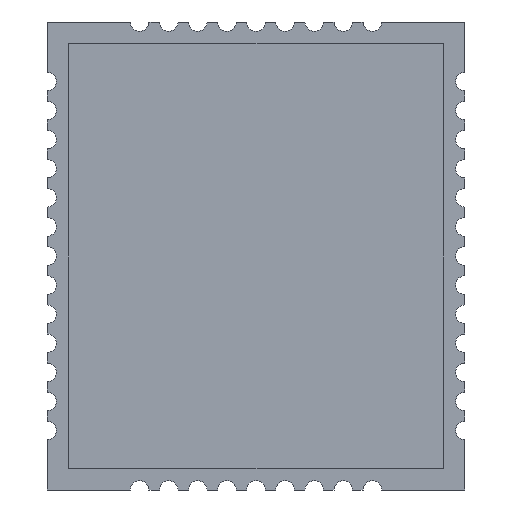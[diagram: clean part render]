
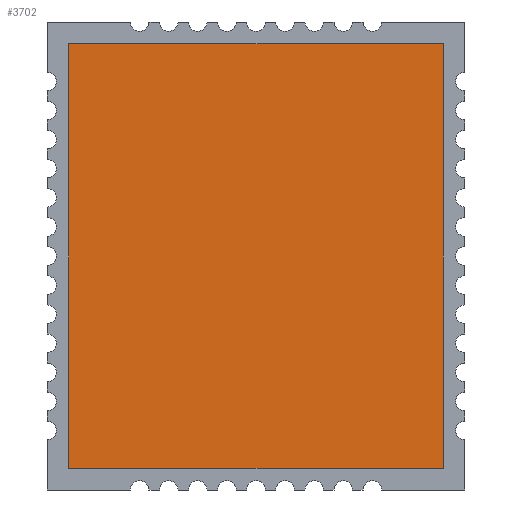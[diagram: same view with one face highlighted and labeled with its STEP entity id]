
A CAD part, front view. The second image highlights one B-rep face of the part: STEP entity #3702.
In plain terms, the highlighted planar face has unit normal (0, -1, 0).
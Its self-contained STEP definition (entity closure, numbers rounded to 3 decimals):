
#1470 = EDGE_CURVE ( 'NONE', #11992, #17960, #11028, .T. ) ;
#2374 = EDGE_CURVE ( 'NONE', #14722, #11992, #15176, .T. ) ;
#3399 = ORIENTED_EDGE ( 'NONE', *, *, #12397, .T. ) ;
#3702 = ADVANCED_FACE ( 'NONE', ( #13820 ), #5652, .F. ) ;
#3996 = CARTESIAN_POINT ( 'NONE',  ( 0., -1.5, 0. ) ) ;
#4073 = AXIS2_PLACEMENT_3D ( 'NONE', #3996, #12279, #9880 ) ;
#4151 = ORIENTED_EDGE ( 'NONE', *, *, #2374, .T. ) ;
#4161 = DIRECTION ( 'NONE',  ( 0., 0., -1. ) ) ;
#4957 = CARTESIAN_POINT ( 'NONE',  ( 14.975, -1.5, -0.825 ) ) ;
#5059 = VECTOR ( 'NONE', #4161, 1000. ) ;
#5652 = PLANE ( 'NONE',  #4073 ) ;
#6786 = DIRECTION ( 'NONE',  ( 0., 0., 1. ) ) ;
#6885 = CARTESIAN_POINT ( 'NONE',  ( 14.975, -1.5, -0.825 ) ) ;
#7043 = CARTESIAN_POINT ( 'NONE',  ( 14.975, -1.5, -16.875 ) ) ;
#7309 = VECTOR ( 'NONE', #12642, 1000. ) ;
#9107 = LINE ( 'NONE', #4957, #14392 ) ;
#9131 = ORIENTED_EDGE ( 'NONE', *, *, #1470, .T. ) ;
#9880 = DIRECTION ( 'NONE',  ( 0., 0., 1. ) ) ;
#9890 = VECTOR ( 'NONE', #6786, 1000. ) ;
#10527 = CARTESIAN_POINT ( 'NONE',  ( 14.975, -1.5, -16.875 ) ) ;
#10843 = EDGE_CURVE ( 'NONE', #17960, #13264, #9107, .T. ) ;
#10993 = LINE ( 'NONE', #16343, #5059 ) ;
#11028 = LINE ( 'NONE', #6885, #9890 ) ;
#11738 = CARTESIAN_POINT ( 'NONE',  ( 14.975, -1.5, -0.825 ) ) ;
#11992 = VERTEX_POINT ( 'NONE', #10527 ) ;
#12090 = EDGE_LOOP ( 'NONE', ( #9131, #16233, #3399, #4151 ) ) ;
#12279 = DIRECTION ( 'NONE',  ( 0., 1., 0. ) ) ;
#12397 = EDGE_CURVE ( 'NONE', #13264, #14722, #10993, .T. ) ;
#12642 = DIRECTION ( 'NONE',  ( 1., 0., 0. ) ) ;
#12931 = CARTESIAN_POINT ( 'NONE',  ( 0.825, -1.5, -0.825 ) ) ;
#13147 = DIRECTION ( 'NONE',  ( -1., 0., 0. ) ) ;
#13264 = VERTEX_POINT ( 'NONE', #12931 ) ;
#13820 = FACE_OUTER_BOUND ( 'NONE', #12090, .T. ) ;
#14392 = VECTOR ( 'NONE', #13147, 1000. ) ;
#14722 = VERTEX_POINT ( 'NONE', #14754 ) ;
#14754 = CARTESIAN_POINT ( 'NONE',  ( 0.825, -1.5, -16.875 ) ) ;
#15176 = LINE ( 'NONE', #7043, #7309 ) ;
#16233 = ORIENTED_EDGE ( 'NONE', *, *, #10843, .T. ) ;
#16343 = CARTESIAN_POINT ( 'NONE',  ( 0.825, -1.5, -0.825 ) ) ;
#17960 = VERTEX_POINT ( 'NONE', #11738 ) ;
